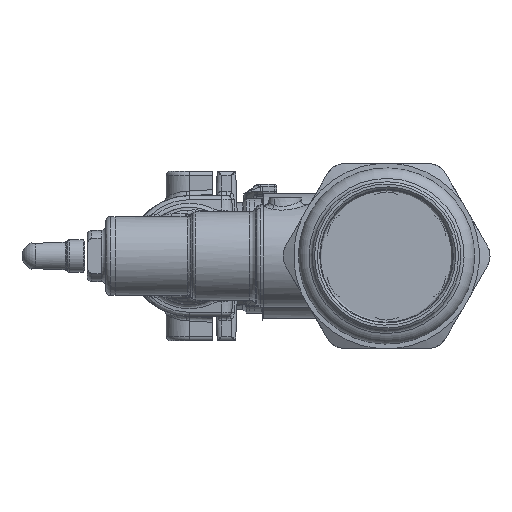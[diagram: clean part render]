
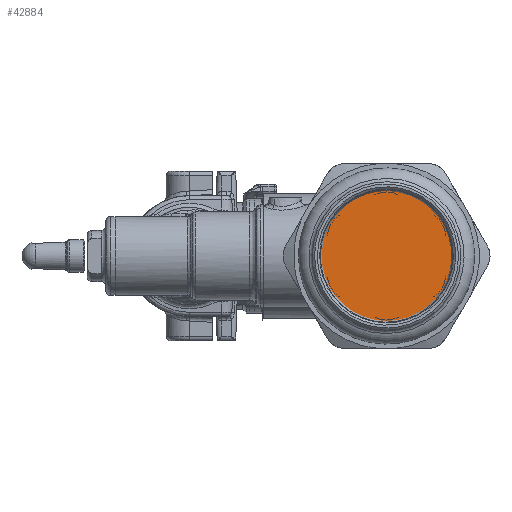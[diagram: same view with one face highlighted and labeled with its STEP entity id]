
A CAD part, left-side view. The second image highlights one B-rep face of the part: STEP entity #42884.
In plain terms, the highlighted planar face has unit normal (-1, 0, 0).
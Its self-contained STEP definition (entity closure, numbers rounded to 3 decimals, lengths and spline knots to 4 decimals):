
#8967=B_SPLINE_CURVE_WITH_KNOTS('',3,(#61110,#61111,#61112,#61113,#61114,
#61115,#61116,#61117,#61118,#61119,#61120,#61121,#61122,#61123,#61124,#61125,
#61126,#61127,#61128,#61129),.UNSPECIFIED.,.F.,.F.,(4,2,2,2,2,2,2,2,2,4),
(-4.6113,-4.3068,-4.0024,-3.4306,
-2.8588,-2.2871,-1.7153,-1.1435,
-0.5718,0.),.UNSPECIFIED.);
#8968=B_SPLINE_CURVE_WITH_KNOTS('',3,(#61130,#61131,#61132,#61133,#61134,
#61135,#61136,#61137,#61138,#61139,#61140,#61141,#61142,#61143,#61144,#61145,
#61146,#61147,#61148,#61149),.UNSPECIFIED.,.F.,.F.,(4,2,2,2,2,2,2,2,2,4),
(-4.6113,-4.3068,-4.0024,-3.4306,
-2.8588,-2.2871,-1.7153,-1.1435,
-0.5718,0.),.UNSPECIFIED.);
#10612=FACE_OUTER_BOUND('',#13362,.T.);
#13362=EDGE_LOOP('',(#29051,#29052));
#18558=VERTEX_POINT('',#61108);
#18559=VERTEX_POINT('',#61109);
#22509=EDGE_CURVE('',#18558,#18559,#8967,.T.);
#22510=EDGE_CURVE('',#18559,#18558,#8968,.T.);
#29051=ORIENTED_EDGE('',*,*,#22509,.F.);
#29052=ORIENTED_EDGE('',*,*,#22510,.F.);
#42135=PLANE('',#45681);
#42884=ADVANCED_FACE('',(#10612),#42135,.F.);
#45681=AXIS2_PLACEMENT_3D('',#61107,#50133,#50134);
#50133=DIRECTION('center_axis',(1.,0.,0.));
#50134=DIRECTION('ref_axis',(0.,0.,-1.));
#61107=CARTESIAN_POINT('Origin',(-3.3166,0.,0.));
#61108=CARTESIAN_POINT('',(-3.3166,-0.5057,0.2763));
#61109=CARTESIAN_POINT('',(-3.3166,0.5057,-0.2763));
#61110=CARTESIAN_POINT('Ctrl Pts',(-3.3166,-0.5057,
0.2763));
#61111=CARTESIAN_POINT('Ctrl Pts',(-3.3166,-0.5249,
0.2412));
#61112=CARTESIAN_POINT('Ctrl Pts',(-3.3166,-0.5403,
0.2042));
#61113=CARTESIAN_POINT('Ctrl Pts',(-3.3166,-0.5633,
0.1277));
#61114=CARTESIAN_POINT('Ctrl Pts',(-3.3166,-0.5708,
0.0884));
#61115=CARTESIAN_POINT('Ctrl Pts',(-3.3166,-0.5805,
-0.0262));
#61116=CARTESIAN_POINT('Ctrl Pts',(-3.3166,-0.5722,
-0.1015));
#61117=CARTESIAN_POINT('Ctrl Pts',(-3.3166,-0.5271,
-0.2447));
#61118=CARTESIAN_POINT('Ctrl Pts',(-3.3166,-0.4908,
-0.3111));
#61119=CARTESIAN_POINT('Ctrl Pts',(-3.3166,-0.3947,
-0.4264));
#61120=CARTESIAN_POINT('Ctrl Pts',(-3.3166,-0.3359,
-0.4742));
#61121=CARTESIAN_POINT('Ctrl Pts',(-3.3166,-0.2033,
-0.5444));
#61122=CARTESIAN_POINT('Ctrl Pts',(-3.3166,-0.1307,
-0.5662));
#61123=CARTESIAN_POINT('Ctrl Pts',(-3.3166,0.0186,
-0.5808));
#61124=CARTESIAN_POINT('Ctrl Pts',(-3.3166,0.094,
-0.5734));
#61125=CARTESIAN_POINT('Ctrl Pts',(-3.3166,0.2377,
-0.5303));
#61126=CARTESIAN_POINT('Ctrl Pts',(-3.3166,0.3047,
-0.4948));
#61127=CARTESIAN_POINT('Ctrl Pts',(-3.3166,0.4212,
-0.4003));
#61128=CARTESIAN_POINT('Ctrl Pts',(-3.3166,0.4697,-0.3421));
#61129=CARTESIAN_POINT('Ctrl Pts',(-3.3166,0.5057,-0.2763));
#61130=CARTESIAN_POINT('Ctrl Pts',(-3.3166,0.5057,
-0.2763));
#61131=CARTESIAN_POINT('Ctrl Pts',(-3.3166,0.5249,
-0.2412));
#61132=CARTESIAN_POINT('Ctrl Pts',(-3.3166,0.5403,
-0.2042));
#61133=CARTESIAN_POINT('Ctrl Pts',(-3.3166,0.5633,
-0.1277));
#61134=CARTESIAN_POINT('Ctrl Pts',(-3.3166,0.5708,
-0.0884));
#61135=CARTESIAN_POINT('Ctrl Pts',(-3.3166,0.5805,
0.0262));
#61136=CARTESIAN_POINT('Ctrl Pts',(-3.3166,0.5722,0.1015));
#61137=CARTESIAN_POINT('Ctrl Pts',(-3.3166,0.5271,
0.2447));
#61138=CARTESIAN_POINT('Ctrl Pts',(-3.3166,0.4908,
0.3111));
#61139=CARTESIAN_POINT('Ctrl Pts',(-3.3166,0.3947,
0.4264));
#61140=CARTESIAN_POINT('Ctrl Pts',(-3.3166,0.3359,
0.4742));
#61141=CARTESIAN_POINT('Ctrl Pts',(-3.3166,0.2033,
0.5444));
#61142=CARTESIAN_POINT('Ctrl Pts',(-3.3166,0.1307,
0.5662));
#61143=CARTESIAN_POINT('Ctrl Pts',(-3.3166,-0.0186,
0.5808));
#61144=CARTESIAN_POINT('Ctrl Pts',(-3.3166,-0.094,
0.5734));
#61145=CARTESIAN_POINT('Ctrl Pts',(-3.3166,-0.2377,
0.5303));
#61146=CARTESIAN_POINT('Ctrl Pts',(-3.3166,-0.3047,
0.4948));
#61147=CARTESIAN_POINT('Ctrl Pts',(-3.3166,-0.4212,
0.4003));
#61148=CARTESIAN_POINT('Ctrl Pts',(-3.3166,-0.4697,
0.3421));
#61149=CARTESIAN_POINT('Ctrl Pts',(-3.3166,-0.5057,
0.2763));
